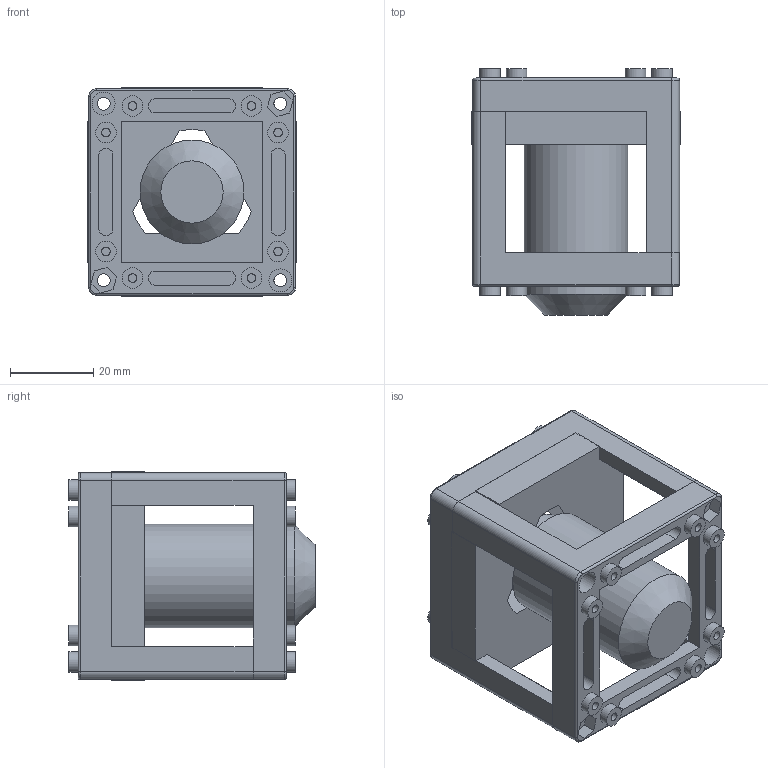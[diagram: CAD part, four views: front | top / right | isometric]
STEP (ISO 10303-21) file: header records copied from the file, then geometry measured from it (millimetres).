
FILE_DESCRIPTION(/* description */ (''),/* implementation_level */ '2;1');
FILE_NAME(/* name */ 'Assembly_Cube_RMS_objective.iam.step',/* time_stamp */ '2022-11-29T09:10:18+01:00',/* author */ ('diederichbenedict'),/* organization */ (''),/* preprocessor_version */ 'ST-DEVELOPER v18.1',/* originating_system */ 'Autodesk Inventor 2022',/* authorisation */ '');
FILE_SCHEMA (('AUTOMOTIVE_DESIGN { 1 0 10303 214 3 1 1 }'));
Length unit declared in the file: millimetre
Products named in the file (5): Assembly_Cube_Z_stage_sample_outercube_motorized; Assembly_Cube_empty_IM_v3; 10_Cube_1x1_IM; 20_IM_Cube_Insert_Lens_holder_RMS_63x; 00_Microscope_Objective_Lens10x
Assembly tree (5 placements, depth 3):
  Assembly_Cube_Z_stage_sample_outercube_motorized
    Assembly_Cube_empty_IM_v3
      10_Cube_1x1_IM  x2
    20_IM_Cube_Insert_Lens_holder_RMS_63x
    00_Microscope_Objective_Lens10x
Bounding box: 50.3 x 59.2 x 50.3 mm (x, y, z)
Volume: 57499.2 mm3; surface area: 28936.7 mm2
Topology: 4 solids, 4 shells, 338 faces, 814 edges, 537 vertices
Faces by surface type: plane 208, cylinder 121, torus 8, cone 1
Full cylindrical faces by diameter (mm): 2.05 x16, 3.1 x8, 4.95 x16, 5.5 x4, 20 x1, 25 x1
Entity records: 5586 total; most frequent: DIRECTION 963, CARTESIAN_POINT 931, ORIENTED_EDGE 888, EDGE_CURVE 444, AXIS2_PLACEMENT_3D 325, LINE 313, VECTOR 313, VERTEX_POINT 293
